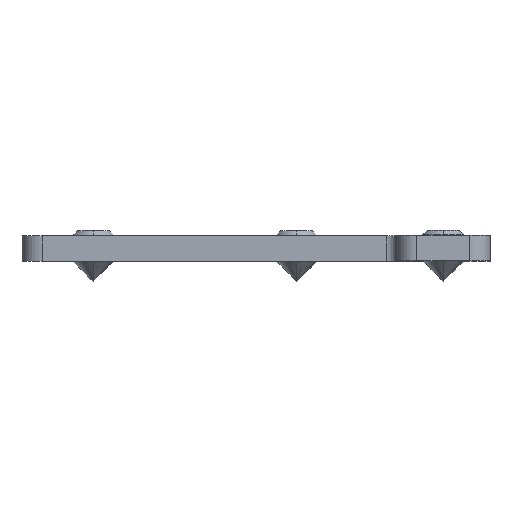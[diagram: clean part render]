
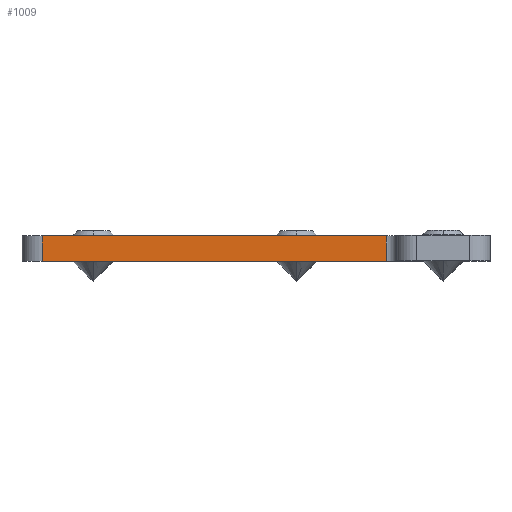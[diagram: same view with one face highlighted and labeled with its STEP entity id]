
A CAD part, top view. The second image highlights one B-rep face of the part: STEP entity #1009.
In plain terms, the highlighted planar face has unit normal (0, 0, 1).
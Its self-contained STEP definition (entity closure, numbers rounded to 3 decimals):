
#175 = CARTESIAN_POINT ( 'NONE',  ( -5.6, -2.5, 4.6 ) ) ;
#190 = CARTESIAN_POINT ( 'NONE',  ( -5.6, 0., 4.6 ) ) ;
#245 = LINE ( 'NONE', #720, #2053 ) ;
#265 = LINE ( 'NONE', #1678, #624 ) ;
#499 = EDGE_CURVE ( 'NONE', #1740, #1504, #792, .T. ) ;
#624 = VECTOR ( 'NONE', #1691, 1000. ) ;
#645 = VERTEX_POINT ( 'NONE', #809 ) ;
#683 = CARTESIAN_POINT ( 'NONE',  ( 4.6, -2.5, 4.6 ) ) ;
#702 = DIRECTION ( 'NONE',  ( 0., 0., 1. ) ) ;
#720 = CARTESIAN_POINT ( 'NONE',  ( -39.4, -2.5, 4.6 ) ) ;
#744 = DIRECTION ( 'NONE',  ( 0., -1., 0. ) ) ;
#768 = VECTOR ( 'NONE', #1175, 1000. ) ;
#771 = EDGE_CURVE ( 'NONE', #1504, #645, #245, .T. ) ;
#792 = LINE ( 'NONE', #971, #2002 ) ;
#809 = CARTESIAN_POINT ( 'NONE',  ( -39.4, -2.5, 4.6 ) ) ;
#934 = ORIENTED_EDGE ( 'NONE', *, *, #499, .T. ) ;
#971 = CARTESIAN_POINT ( 'NONE',  ( -41.4, 0., 4.6 ) ) ;
#979 = VERTEX_POINT ( 'NONE', #175 ) ;
#988 = FACE_OUTER_BOUND ( 'NONE', #1953, .T. ) ;
#1002 = ORIENTED_EDGE ( 'NONE', *, *, #1007, .T. ) ;
#1007 = EDGE_CURVE ( 'NONE', #645, #979, #1415, .T. ) ;
#1009 = ADVANCED_FACE ( 'NONE', ( #988 ), #1471, .T. ) ;
#1175 = DIRECTION ( 'NONE',  ( 1., 0., 0. ) ) ;
#1244 = CARTESIAN_POINT ( 'NONE',  ( -39.4, 0., 4.6 ) ) ;
#1325 = ORIENTED_EDGE ( 'NONE', *, *, #2041, .T. ) ;
#1356 = CARTESIAN_POINT ( 'NONE',  ( -41.4, -2.5, 4.6 ) ) ;
#1415 = LINE ( 'NONE', #683, #768 ) ;
#1430 = AXIS2_PLACEMENT_3D ( 'NONE', #1356, #702, #1978 ) ;
#1457 = DIRECTION ( 'NONE',  ( -1., 0., 0. ) ) ;
#1471 = PLANE ( 'NONE',  #1430 ) ;
#1504 = VERTEX_POINT ( 'NONE', #1244 ) ;
#1578 = ORIENTED_EDGE ( 'NONE', *, *, #771, .T. ) ;
#1678 = CARTESIAN_POINT ( 'NONE',  ( -5.6, -2.5, 4.6 ) ) ;
#1691 = DIRECTION ( 'NONE',  ( 0., 1., 0. ) ) ;
#1740 = VERTEX_POINT ( 'NONE', #190 ) ;
#1953 = EDGE_LOOP ( 'NONE', ( #1578, #1002, #1325, #934 ) ) ;
#1978 = DIRECTION ( 'NONE',  ( 0., -1., 0. ) ) ;
#2002 = VECTOR ( 'NONE', #1457, 1000. ) ;
#2041 = EDGE_CURVE ( 'NONE', #979, #1740, #265, .T. ) ;
#2053 = VECTOR ( 'NONE', #744, 1000. ) ;
